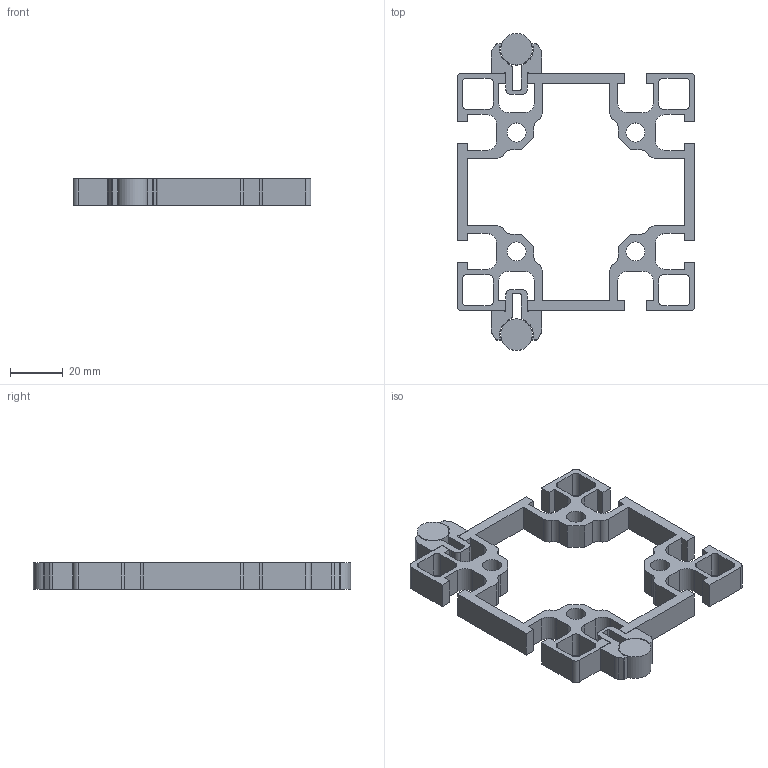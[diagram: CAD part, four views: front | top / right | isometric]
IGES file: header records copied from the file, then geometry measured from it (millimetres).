
Global section: file name: 801290.stp.ipt; native system: Autodesk Inventor 2014; preprocessor: unknown; author: zeman; date: 20151020.100153; units: millimetre
Bounding box: 90 x 120 x 10 mm (x, y, z)
Volume: 25928.6 mm3; surface area: 20300.3 mm2
Topology: 5 solids, 5 shells, 290 faces, 840 edges, 560 vertices
Faces by surface type: plane 170, revolution 72, cylinder 48
Full cylindrical faces by diameter (mm): 12 x2
